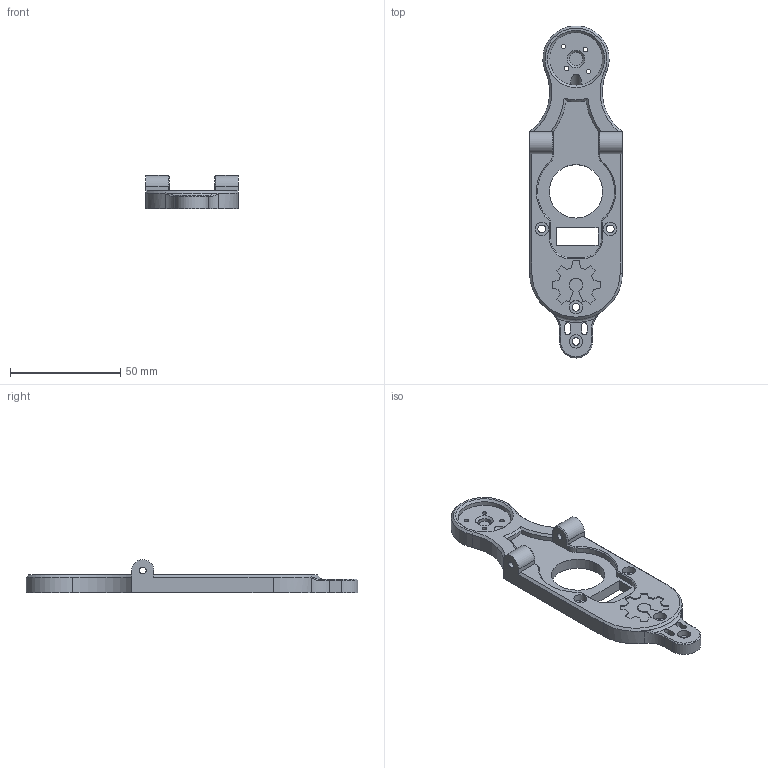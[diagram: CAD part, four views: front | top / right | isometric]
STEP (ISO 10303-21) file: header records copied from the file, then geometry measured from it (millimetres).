
FILE_DESCRIPTION(/* description */ (''),/* implementation_level */ '2;1');
FILE_NAME(/* name */ 'RFVplotter-BackPlate.step',/* time_stamp */ '2022-10-01T13:59:38+02:00',/* author */ (''),/* organization */ (''),/* preprocessor_version */ 'ST-DEVELOPER v19',/* originating_system */ 'Autodesk Translation Framework v11.7.0.108',/* authorisation */ '');
FILE_SCHEMA (('AUTOMOTIVE_DESIGN { 1 0 10303 214 3 1 1 }'));
Length unit declared in the file: millimetre
Products named in the file (1): RFVplotter-BackPlate
Bounding box: 42 x 150.44 x 15 mm (x, y, z)
Volume: 28418.1 mm3; surface area: 14150 mm2
Topology: 1 solids, 1 shells, 218 faces, 571 edges, 363 vertices
Faces by surface type: plane 93, cylinder 54, bspline 42, cone 28, torus 1
Full cylindrical faces by diameter (mm): 2 x4, 3 x2, 3.5 x4, 4.1 x4, 5 x1, 6 x5, 24.2 x1
Entity records: 7068 total; most frequent: CARTESIAN_POINT 1940, ORIENTED_EDGE 1138, DIRECTION 964, EDGE_CURVE 569, VERTEX_POINT 363, LINE 334, VECTOR 334, AXIS2_PLACEMENT_3D 315
